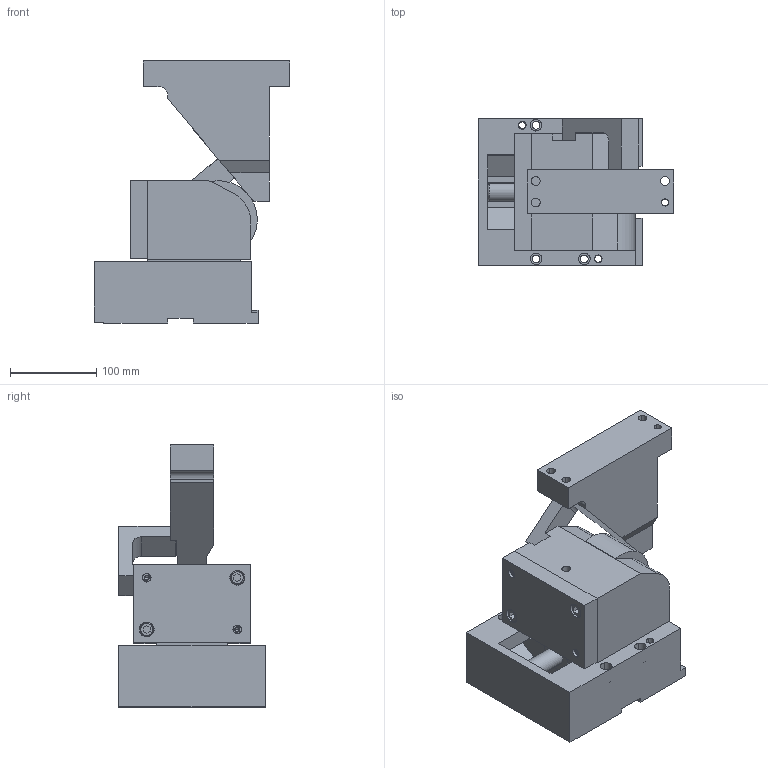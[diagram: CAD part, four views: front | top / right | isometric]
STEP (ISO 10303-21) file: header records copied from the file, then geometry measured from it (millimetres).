
FILE_DESCRIPTION(('CATIA V5 STEP Exchange'),'2;1');
FILE_NAME('CRCN_15000_50_ACCESSORIES.stp','2015-05-04T12:20:42+00:00',('none'),('none'),'CATIA Version 5 Release 20 GA (IN-10)','CATIA V5 STEP AP203','none');
FILE_SCHEMA(('CONFIG_CONTROL_DESIGN'));
Length unit declared in the file: millimetre
Products named in the file (1): CRCN_15000_50_ACCESSORIES
Assembly tree (3 placements, depth 2):
  CRCN_15000_50_ACCESSORIES
    #58
    #10738
    #11334
Bounding box: 226.63 x 170 x 304 mm (x, y, z)
Volume: 4328269.6 mm3; surface area: 417672.1 mm2
Topology: 6 solids, 23 shells, 411 faces, 988 edges, 628 vertices
Faces by surface type: plane 189, cylinder 144, cone 63, torus 11, sphere 4
Entity records: 12310 total; most frequent: CARTESIAN_POINT 3113, ORIENTED_EDGE 1932, DIRECTION 1609, EDGE_CURVE 966, AXIS2_PLACEMENT_3D 675, VERTEX_POINT 628, VECTOR 573, LINE 573
